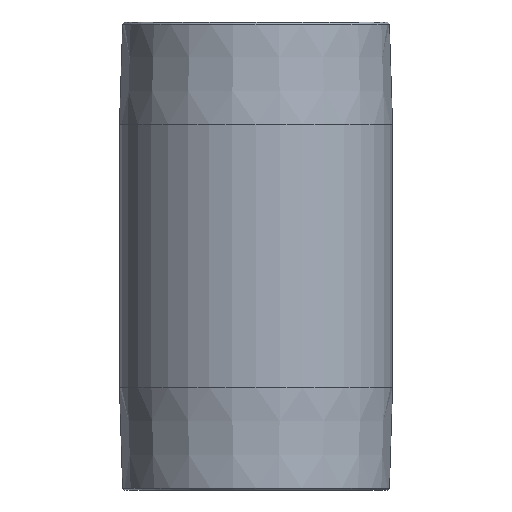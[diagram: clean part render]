
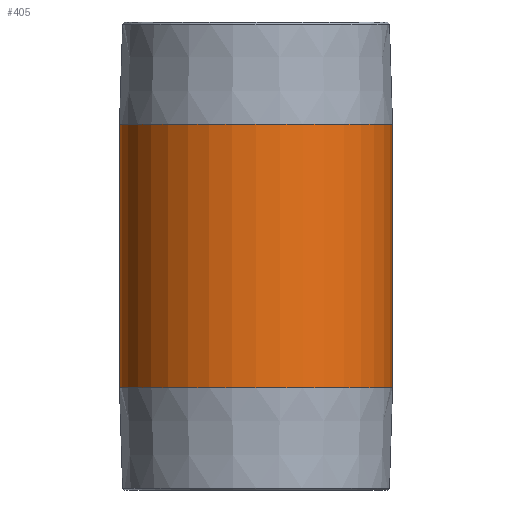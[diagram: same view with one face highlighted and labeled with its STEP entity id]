
A CAD part, front view. The second image highlights one B-rep face of the part: STEP entity #405.
In plain terms, the highlighted cylindrical face has radius 44.45 mm (diameter 88.9 mm), a partial arc.
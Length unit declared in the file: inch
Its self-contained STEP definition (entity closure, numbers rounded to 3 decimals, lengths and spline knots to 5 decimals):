
#30 = EDGE_CURVE ( 'NONE', #455, #39, #168, .T. ) ;
#34 = DIRECTION ( 'NONE',  ( 0., 0., -1. ) ) ;
#39 = VERTEX_POINT ( 'NONE', #40 ) ;
#40 = CARTESIAN_POINT ( 'NONE',  ( -1.75, 0., 1.3125 ) ) ;
#70 = ORIENTED_EDGE ( 'NONE', *, *, #110, .T. ) ;
#81 = CYLINDRICAL_SURFACE ( 'NONE', #323, 1.75 ) ;
#101 = DIRECTION ( 'NONE',  ( -1., 0., 0. ) ) ;
#110 = EDGE_CURVE ( 'NONE', #520, #250, #482, .T. ) ;
#120 = CARTESIAN_POINT ( 'NONE',  ( 1.75, 0., 1.3125 ) ) ;
#123 = DIRECTION ( 'NONE',  ( 0., 0., -1. ) ) ;
#128 = CARTESIAN_POINT ( 'NONE',  ( 1.75, 0., 6. ) ) ;
#152 = LINE ( 'NONE', #128, #364 ) ;
#168 = CIRCLE ( 'NONE', #238, 1.75 ) ;
#171 = VECTOR ( 'NONE', #505, 39.37008 ) ;
#190 = CARTESIAN_POINT ( 'NONE',  ( -1.75, 0., 4.6875 ) ) ;
#208 = ORIENTED_EDGE ( 'NONE', *, *, #30, .F. ) ;
#210 = CARTESIAN_POINT ( 'NONE',  ( -1.75, 0., 6. ) ) ;
#227 = ORIENTED_EDGE ( 'NONE', *, *, #449, .F. ) ;
#238 = AXIS2_PLACEMENT_3D ( 'NONE', #416, #34, #501 ) ;
#250 = VERTEX_POINT ( 'NONE', #190 ) ;
#252 = DIRECTION ( 'NONE',  ( -1., 0., 0. ) ) ;
#268 = DIRECTION ( 'NONE',  ( 0., 0., -1. ) ) ;
#288 = AXIS2_PLACEMENT_3D ( 'NONE', #305, #268, #101 ) ;
#290 = FACE_OUTER_BOUND ( 'NONE', #461, .T. ) ;
#305 = CARTESIAN_POINT ( 'NONE',  ( 0., 0., 4.6875 ) ) ;
#323 = AXIS2_PLACEMENT_3D ( 'NONE', #460, #123, #252 ) ;
#331 = CARTESIAN_POINT ( 'NONE',  ( 1.75, 0., 4.6875 ) ) ;
#337 = LINE ( 'NONE', #210, #171 ) ;
#364 = VECTOR ( 'NONE', #415, 39.37008 ) ;
#391 = EDGE_CURVE ( 'NONE', #250, #39, #337, .T. ) ;
#405 = ADVANCED_FACE ( 'NONE', ( #290 ), #81, .T. ) ;
#415 = DIRECTION ( 'NONE',  ( 0., 0., -1. ) ) ;
#416 = CARTESIAN_POINT ( 'NONE',  ( 0., 0., 1.3125 ) ) ;
#449 = EDGE_CURVE ( 'NONE', #520, #455, #152, .T. ) ;
#455 = VERTEX_POINT ( 'NONE', #120 ) ;
#460 = CARTESIAN_POINT ( 'NONE',  ( 0., 0., 6. ) ) ;
#461 = EDGE_LOOP ( 'NONE', ( #227, #70, #522, #208 ) ) ;
#482 = CIRCLE ( 'NONE', #288, 1.75 ) ;
#501 = DIRECTION ( 'NONE',  ( -1., 0., 0. ) ) ;
#505 = DIRECTION ( 'NONE',  ( 0., 0., -1. ) ) ;
#520 = VERTEX_POINT ( 'NONE', #331 ) ;
#522 = ORIENTED_EDGE ( 'NONE', *, *, #391, .T. ) ;
